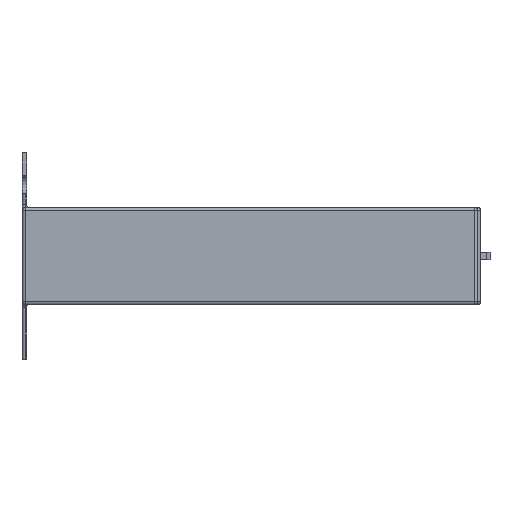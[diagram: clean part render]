
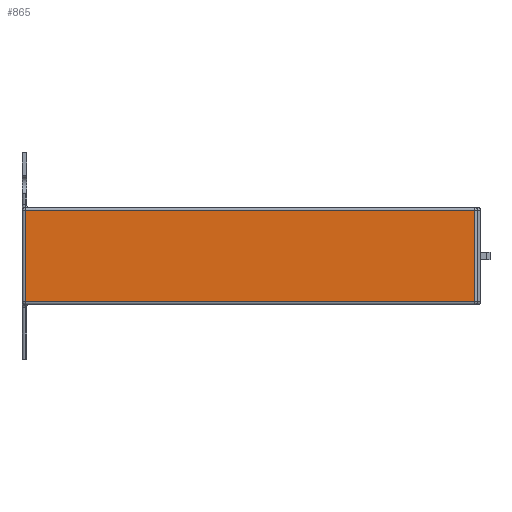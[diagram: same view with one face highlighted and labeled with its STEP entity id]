
A CAD part, left-side view. The second image highlights one B-rep face of the part: STEP entity #865.
In plain terms, the highlighted planar face has unit normal (-1, 0, 0).
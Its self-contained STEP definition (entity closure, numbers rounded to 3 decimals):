
#242 = LINE ( 'NONE', #3826, #2082 ) ;
#318 = VERTEX_POINT ( 'NONE', #4499 ) ;
#425 = DIRECTION ( 'NONE',  ( 0., 1., 0. ) ) ;
#518 = DIRECTION ( 'NONE',  ( 0., 0., -1. ) ) ;
#519 = EDGE_CURVE ( 'NONE', #2922, #987, #5649, .T. ) ;
#542 = CARTESIAN_POINT ( 'NONE',  ( -54., -123., 1. ) ) ;
#672 = ORIENTED_EDGE ( 'NONE', *, *, #2871, .T. ) ;
#720 = DIRECTION ( 'NONE',  ( -1., 0., 0. ) ) ;
#747 = ORIENTED_EDGE ( 'NONE', *, *, #519, .T. ) ;
#801 = LINE ( 'NONE', #2238, #2769 ) ;
#865 = ADVANCED_FACE ( 'NONE', ( #3256 ), #2452, .T. ) ;
#987 = VERTEX_POINT ( 'NONE', #2296 ) ;
#989 = AXIS2_PLACEMENT_3D ( 'NONE', #2041, #720, #3775 ) ;
#1182 = CARTESIAN_POINT ( 'NONE',  ( -54., 26., 31. ) ) ;
#1550 = DIRECTION ( 'NONE',  ( 0., 0., 1. ) ) ;
#1689 = CARTESIAN_POINT ( 'NONE',  ( -54., -122., 31. ) ) ;
#1932 = DIRECTION ( 'NONE',  ( 0., -1., 0. ) ) ;
#2041 = CARTESIAN_POINT ( 'NONE',  ( -54., -123., -210.021 ) ) ;
#2082 = VECTOR ( 'NONE', #1550, 1000. ) ;
#2107 = VERTEX_POINT ( 'NONE', #1689 ) ;
#2238 = CARTESIAN_POINT ( 'NONE',  ( -54., 27., 31. ) ) ;
#2296 = CARTESIAN_POINT ( 'NONE',  ( -54., 26., 1. ) ) ;
#2452 = PLANE ( 'NONE',  #989 ) ;
#2769 = VECTOR ( 'NONE', #425, 1000. ) ;
#2871 = EDGE_CURVE ( 'NONE', #318, #2107, #242, .T. ) ;
#2922 = VERTEX_POINT ( 'NONE', #1182 ) ;
#3256 = FACE_OUTER_BOUND ( 'NONE', #4236, .T. ) ;
#3390 = VECTOR ( 'NONE', #518, 1000. ) ;
#3523 = EDGE_CURVE ( 'NONE', #2107, #2922, #801, .T. ) ;
#3542 = EDGE_CURVE ( 'NONE', #987, #318, #5301, .T. ) ;
#3775 = DIRECTION ( 'NONE',  ( 0., 0., 1. ) ) ;
#3826 = CARTESIAN_POINT ( 'NONE',  ( -54., -122., -210.021 ) ) ;
#3970 = ORIENTED_EDGE ( 'NONE', *, *, #3542, .T. ) ;
#4236 = EDGE_LOOP ( 'NONE', ( #747, #3970, #672, #5021 ) ) ;
#4499 = CARTESIAN_POINT ( 'NONE',  ( -54., -122., 1. ) ) ;
#5021 = ORIENTED_EDGE ( 'NONE', *, *, #3523, .T. ) ;
#5301 = LINE ( 'NONE', #542, #5718 ) ;
#5490 = CARTESIAN_POINT ( 'NONE',  ( -54., 26., -210.021 ) ) ;
#5649 = LINE ( 'NONE', #5490, #3390 ) ;
#5718 = VECTOR ( 'NONE', #1932, 1000. ) ;
